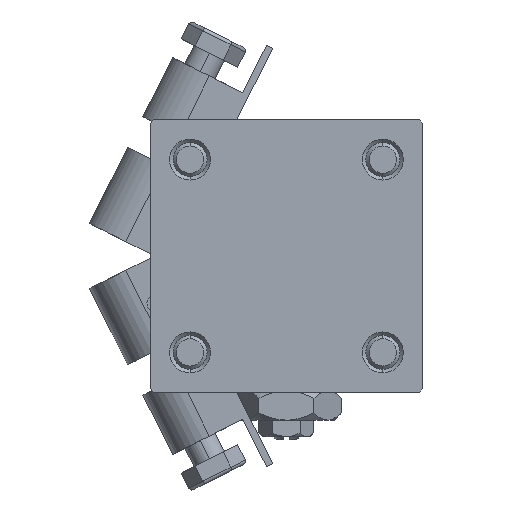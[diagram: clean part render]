
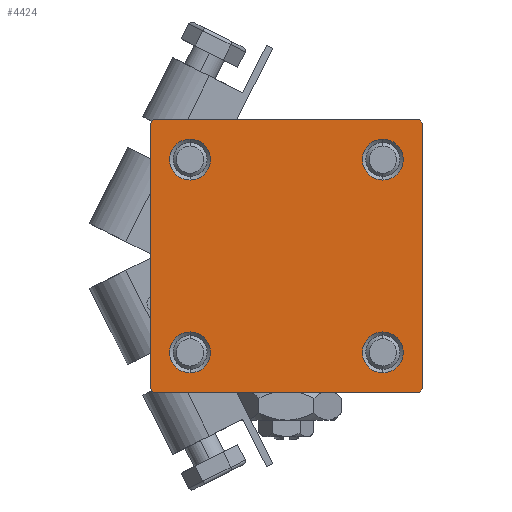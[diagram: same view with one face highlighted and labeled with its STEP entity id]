
A CAD part, left-side view. The second image highlights one B-rep face of the part: STEP entity #4424.
In plain terms, the highlighted planar face has unit normal (-1, 0, 0).
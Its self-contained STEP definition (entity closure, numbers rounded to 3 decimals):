
#25 = ORIENTED_EDGE ( 'NONE', *, *, #43276, .F. ) ;
#290 = EDGE_LOOP ( 'NONE', ( #21503, #15558 ) ) ;
#448 = EDGE_CURVE ( 'NONE', #7076, #20181, #14302, .T. ) ;
#2208 = DIRECTION ( 'NONE',  ( 1., 0., 0. ) ) ;
#2312 = VECTOR ( 'NONE', #11703, 1000. ) ;
#2417 = CARTESIAN_POINT ( 'NONE',  ( 0., 20., -19.5 ) ) ;
#3122 = LINE ( 'NONE', #15984, #2312 ) ;
#3142 = EDGE_CURVE ( 'NONE', #16051, #33031, #53063, .T. ) ;
#3158 = VERTEX_POINT ( 'NONE', #24332 ) ;
#3403 = AXIS2_PLACEMENT_3D ( 'NONE', #19182, #22945, #35315 ) ;
#4038 = ORIENTED_EDGE ( 'NONE', *, *, #17106, .T. ) ;
#4268 = CARTESIAN_POINT ( 'NONE',  ( 0., 14.15, -14.15 ) ) ;
#4424 = ADVANCED_FACE ( 'NONE', ( #15453, #14655, #27524, #7409, #10621 ), #6610, .T. ) ;
#4792 = EDGE_CURVE ( 'NONE', #20181, #7076, #12818, .T. ) ;
#4807 = VERTEX_POINT ( 'NONE', #6278 ) ;
#4866 = AXIS2_PLACEMENT_3D ( 'NONE', #7471, #11757, #19786 ) ;
#4970 = CARTESIAN_POINT ( 'NONE',  ( 0., 19.75, 19.75 ) ) ;
#6030 = CARTESIAN_POINT ( 'NONE',  ( 0., 20., 20. ) ) ;
#6278 = CARTESIAN_POINT ( 'NONE',  ( 0., 19.5, -20. ) ) ;
#6430 = CARTESIAN_POINT ( 'NONE',  ( 0., 14.15, 11.15 ) ) ;
#6610 = PLANE ( 'NONE',  #3403 ) ;
#6882 = EDGE_CURVE ( 'NONE', #27067, #15025, #41732, .T. ) ;
#6997 = ORIENTED_EDGE ( 'NONE', *, *, #8429, .F. ) ;
#7013 = CARTESIAN_POINT ( 'NONE',  ( 0., 19.5, 20. ) ) ;
#7076 = VERTEX_POINT ( 'NONE', #29627 ) ;
#7288 = EDGE_LOOP ( 'NONE', ( #30287, #44521 ) ) ;
#7409 = FACE_BOUND ( 'NONE', #52491, .T. ) ;
#7471 = CARTESIAN_POINT ( 'NONE',  ( 0., 14.15, 14.15 ) ) ;
#8190 = CARTESIAN_POINT ( 'NONE',  ( 0., 14.15, 14.15 ) ) ;
#8289 = DIRECTION ( 'NONE',  ( 0., 0., 1. ) ) ;
#8429 = EDGE_CURVE ( 'NONE', #27067, #43291, #42783, .T. ) ;
#8668 = DIRECTION ( 'NONE',  ( 0., -0.707, -0.707 ) ) ;
#8728 = EDGE_CURVE ( 'NONE', #33031, #16051, #13739, .T. ) ;
#10192 = CARTESIAN_POINT ( 'NONE',  ( 0., 20., -20. ) ) ;
#10354 = VERTEX_POINT ( 'NONE', #49617 ) ;
#10562 = VERTEX_POINT ( 'NONE', #23257 ) ;
#10621 = FACE_OUTER_BOUND ( 'NONE', #27884, .T. ) ;
#10648 = CIRCLE ( 'NONE', #40668, 3. ) ;
#10974 = EDGE_LOOP ( 'NONE', ( #16522, #50497 ) ) ;
#11213 = CARTESIAN_POINT ( 'NONE',  ( 0., -19.75, 19.75 ) ) ;
#11703 = DIRECTION ( 'NONE',  ( 0., 0., -1. ) ) ;
#11757 = DIRECTION ( 'NONE',  ( 1., 0., 0. ) ) ;
#11969 = VECTOR ( 'NONE', #18333, 1000. ) ;
#12540 = DIRECTION ( 'NONE',  ( 1., 0., 0. ) ) ;
#12818 = CIRCLE ( 'NONE', #17102, 3. ) ;
#13061 = VERTEX_POINT ( 'NONE', #23185 ) ;
#13241 = CARTESIAN_POINT ( 'NONE',  ( 0., 20., 19.5 ) ) ;
#13536 = VECTOR ( 'NONE', #43673, 1000. ) ;
#13601 = DIRECTION ( 'NONE',  ( 1., 0., 0. ) ) ;
#13739 = CIRCLE ( 'NONE', #51419, 3. ) ;
#14302 = CIRCLE ( 'NONE', #18571, 3. ) ;
#14371 = VECTOR ( 'NONE', #43141, 1000. ) ;
#14655 = FACE_BOUND ( 'NONE', #290, .T. ) ;
#15025 = VERTEX_POINT ( 'NONE', #13241 ) ;
#15453 = FACE_BOUND ( 'NONE', #10974, .T. ) ;
#15558 = ORIENTED_EDGE ( 'NONE', *, *, #3142, .T. ) ;
#15984 = CARTESIAN_POINT ( 'NONE',  ( 0., -20., 20. ) ) ;
#16051 = VERTEX_POINT ( 'NONE', #35556 ) ;
#16478 = DIRECTION ( 'NONE',  ( 0., 0., 1. ) ) ;
#16522 = ORIENTED_EDGE ( 'NONE', *, *, #19908, .T. ) ;
#16555 = CARTESIAN_POINT ( 'NONE',  ( 0., -14.15, -14.15 ) ) ;
#17102 = AXIS2_PLACEMENT_3D ( 'NONE', #19395, #19660, #44095 ) ;
#17106 = EDGE_CURVE ( 'NONE', #4807, #17225, #29531, .T. ) ;
#17225 = VERTEX_POINT ( 'NONE', #51246 ) ;
#18333 = DIRECTION ( 'NONE',  ( 0., -1., 0. ) ) ;
#18571 = AXIS2_PLACEMENT_3D ( 'NONE', #4268, #53093, #8289 ) ;
#18823 = EDGE_CURVE ( 'NONE', #10562, #31958, #30348, .T. ) ;
#18888 = DIRECTION ( 'NONE',  ( 0., 0., 1. ) ) ;
#19182 = CARTESIAN_POINT ( 'NONE',  ( 0., 0., 0. ) ) ;
#19395 = CARTESIAN_POINT ( 'NONE',  ( 0., 14.15, -14.15 ) ) ;
#19490 = AXIS2_PLACEMENT_3D ( 'NONE', #48421, #51930, #18888 ) ;
#19660 = DIRECTION ( 'NONE',  ( 1., 0., 0. ) ) ;
#19786 = DIRECTION ( 'NONE',  ( 0., 0., 1. ) ) ;
#19908 = EDGE_CURVE ( 'NONE', #13061, #43222, #10648, .T. ) ;
#20181 = VERTEX_POINT ( 'NONE', #31692 ) ;
#21296 = DIRECTION ( 'NONE',  ( 0., 0.707, -0.707 ) ) ;
#21503 = ORIENTED_EDGE ( 'NONE', *, *, #8728, .T. ) ;
#21959 = ORIENTED_EDGE ( 'NONE', *, *, #45193, .T. ) ;
#22454 = LINE ( 'NONE', #11213, #14371 ) ;
#22505 = DIRECTION ( 'NONE',  ( 0., -1., 0. ) ) ;
#22945 = DIRECTION ( 'NONE',  ( -1., 0., 0. ) ) ;
#23185 = CARTESIAN_POINT ( 'NONE',  ( 0., -14.15, 17.15 ) ) ;
#23257 = CARTESIAN_POINT ( 'NONE',  ( 0., 14.15, 17.15 ) ) ;
#24332 = CARTESIAN_POINT ( 'NONE',  ( 0., -20., -19.5 ) ) ;
#24527 = DIRECTION ( 'NONE',  ( 1., 0., 0. ) ) ;
#26565 = ORIENTED_EDGE ( 'NONE', *, *, #6882, .T. ) ;
#27067 = VERTEX_POINT ( 'NONE', #7013 ) ;
#27524 = FACE_BOUND ( 'NONE', #7288, .T. ) ;
#27884 = EDGE_LOOP ( 'NONE', ( #46927, #37578, #4038, #48577, #25, #21959, #6997, #26565 ) ) ;
#28052 = CARTESIAN_POINT ( 'NONE',  ( 0., -19.5, 20. ) ) ;
#28910 = DIRECTION ( 'NONE',  ( 0., 0., 1. ) ) ;
#29297 = VERTEX_POINT ( 'NONE', #2417 ) ;
#29392 = VECTOR ( 'NONE', #22505, 1000. ) ;
#29531 = LINE ( 'NONE', #10192, #29392 ) ;
#29627 = CARTESIAN_POINT ( 'NONE',  ( 0., 14.15, -11.15 ) ) ;
#30287 = ORIENTED_EDGE ( 'NONE', *, *, #448, .T. ) ;
#30348 = CIRCLE ( 'NONE', #36337, 3. ) ;
#30540 = CIRCLE ( 'NONE', #4866, 3. ) ;
#30735 = AXIS2_PLACEMENT_3D ( 'NONE', #16555, #12540, #28910 ) ;
#30789 = CARTESIAN_POINT ( 'NONE',  ( 0., 20., 20. ) ) ;
#31063 = LINE ( 'NONE', #30789, #13536 ) ;
#31692 = CARTESIAN_POINT ( 'NONE',  ( 0., 14.15, -17.15 ) ) ;
#31958 = VERTEX_POINT ( 'NONE', #6430 ) ;
#32141 = ORIENTED_EDGE ( 'NONE', *, *, #18823, .T. ) ;
#33031 = VERTEX_POINT ( 'NONE', #43988 ) ;
#33331 = LINE ( 'NONE', #41668, #42552 ) ;
#34842 = DIRECTION ( 'NONE',  ( 0., -0.707, 0.707 ) ) ;
#35315 = DIRECTION ( 'NONE',  ( 0., 0., 1. ) ) ;
#35556 = CARTESIAN_POINT ( 'NONE',  ( 0., -14.15, -17.15 ) ) ;
#35800 = CIRCLE ( 'NONE', #19490, 3. ) ;
#36337 = AXIS2_PLACEMENT_3D ( 'NONE', #8190, #24527, #16478 ) ;
#36446 = ORIENTED_EDGE ( 'NONE', *, *, #42198, .T. ) ;
#36575 = CARTESIAN_POINT ( 'NONE',  ( 0., 19.75, -19.75 ) ) ;
#37578 = ORIENTED_EDGE ( 'NONE', *, *, #42374, .T. ) ;
#37771 = DIRECTION ( 'NONE',  ( 0., 0., 1. ) ) ;
#38088 = EDGE_CURVE ( 'NONE', #17225, #3158, #33331, .T. ) ;
#40668 = AXIS2_PLACEMENT_3D ( 'NONE', #46595, #13601, #37771 ) ;
#40868 = VECTOR ( 'NONE', #8668, 1000. ) ;
#41668 = CARTESIAN_POINT ( 'NONE',  ( 0., -19.75, -19.75 ) ) ;
#41732 = LINE ( 'NONE', #4970, #42067 ) ;
#42067 = VECTOR ( 'NONE', #21296, 1000. ) ;
#42198 = EDGE_CURVE ( 'NONE', #31958, #10562, #30540, .T. ) ;
#42374 = EDGE_CURVE ( 'NONE', #29297, #4807, #52945, .T. ) ;
#42552 = VECTOR ( 'NONE', #34842, 1000. ) ;
#42783 = LINE ( 'NONE', #6030, #11969 ) ;
#43141 = DIRECTION ( 'NONE',  ( 0., 0.707, 0.707 ) ) ;
#43222 = VERTEX_POINT ( 'NONE', #47659 ) ;
#43276 = EDGE_CURVE ( 'NONE', #10354, #3158, #3122, .T. ) ;
#43291 = VERTEX_POINT ( 'NONE', #28052 ) ;
#43673 = DIRECTION ( 'NONE',  ( 0., 0., -1. ) ) ;
#43988 = CARTESIAN_POINT ( 'NONE',  ( 0., -14.15, -11.15 ) ) ;
#44095 = DIRECTION ( 'NONE',  ( 0., 0., 1. ) ) ;
#44450 = EDGE_CURVE ( 'NONE', #43222, #13061, #35800, .T. ) ;
#44521 = ORIENTED_EDGE ( 'NONE', *, *, #4792, .T. ) ;
#45193 = EDGE_CURVE ( 'NONE', #10354, #43291, #22454, .T. ) ;
#45225 = EDGE_CURVE ( 'NONE', #15025, #29297, #31063, .T. ) ;
#46595 = CARTESIAN_POINT ( 'NONE',  ( 0., -14.15, 14.15 ) ) ;
#46927 = ORIENTED_EDGE ( 'NONE', *, *, #45225, .T. ) ;
#47275 = CARTESIAN_POINT ( 'NONE',  ( 0., -14.15, -14.15 ) ) ;
#47659 = CARTESIAN_POINT ( 'NONE',  ( 0., -14.15, 11.15 ) ) ;
#48421 = CARTESIAN_POINT ( 'NONE',  ( 0., -14.15, 14.15 ) ) ;
#48577 = ORIENTED_EDGE ( 'NONE', *, *, #38088, .T. ) ;
#49617 = CARTESIAN_POINT ( 'NONE',  ( 0., -20., 19.5 ) ) ;
#50497 = ORIENTED_EDGE ( 'NONE', *, *, #44450, .T. ) ;
#50521 = DIRECTION ( 'NONE',  ( 0., 0., 1. ) ) ;
#51246 = CARTESIAN_POINT ( 'NONE',  ( 0., -19.5, -20. ) ) ;
#51419 = AXIS2_PLACEMENT_3D ( 'NONE', #47275, #2208, #50521 ) ;
#51930 = DIRECTION ( 'NONE',  ( 1., 0., 0. ) ) ;
#52491 = EDGE_LOOP ( 'NONE', ( #32141, #36446 ) ) ;
#52945 = LINE ( 'NONE', #36575, #40868 ) ;
#53063 = CIRCLE ( 'NONE', #30735, 3. ) ;
#53093 = DIRECTION ( 'NONE',  ( 1., 0., 0. ) ) ;
